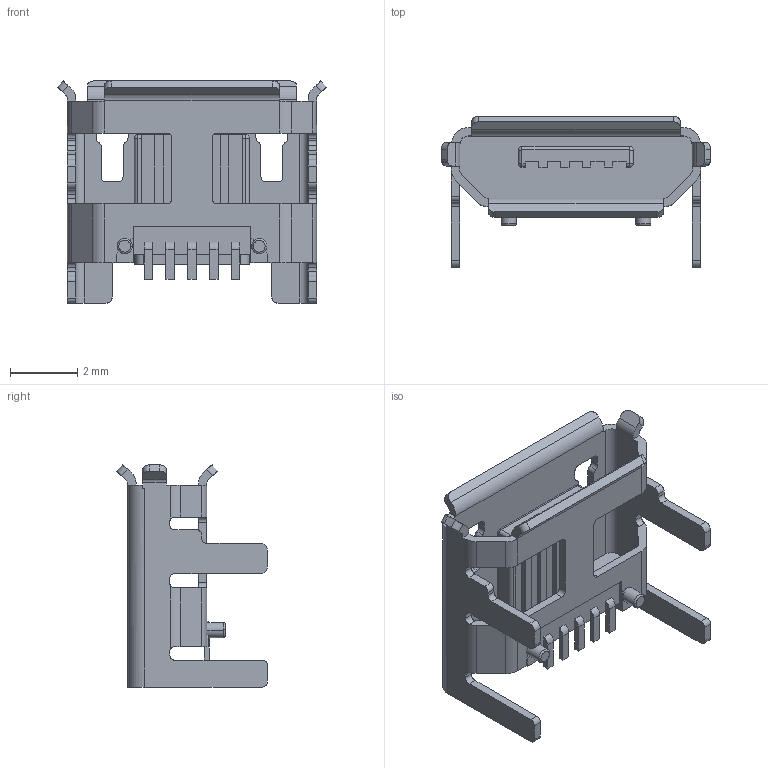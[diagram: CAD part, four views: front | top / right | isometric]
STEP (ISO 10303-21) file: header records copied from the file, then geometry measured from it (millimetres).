
FILE_DESCRIPTION(('STEP AP242'),'1');
FILE_NAME('u254-051n-4bh806.stp','2021-02-13T00:14:28',('TraceParts'),('TraceParts S.A.'),'Spatial InterOp 3D',' ',' ');
FILE_SCHEMA(('AP242_MANAGED_MODEL_BASED_3D_ENGINEERING_MIM_LF {1 0 10303 442 1 1 4}'));
Length unit declared in the file: millimetre
Products named in the file (1): u254-051n-4bh806
Bounding box: 8 x 4.48 x 6.6 mm (x, y, z)
Volume: 31.2 mm3; surface area: 263.7 mm2
Topology: 1 solids, 1 shells, 326 faces, 962 edges, 636 vertices
Faces by surface type: plane 206, cylinder 112, torus 4, bspline 4
Entity records: 11001 total; most frequent: CARTESIAN_POINT 2093, ORIENTED_EDGE 1924, DIRECTION 1826, EDGE_CURVE 962, LINE 708, VECTOR 708, VERTEX_POINT 636, AXIS2_PLACEMENT_3D 559
